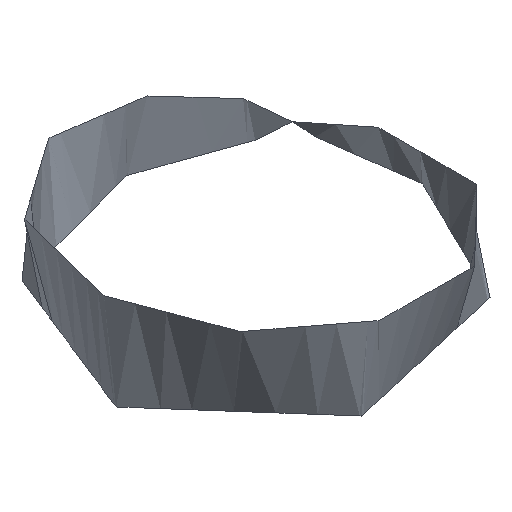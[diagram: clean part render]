
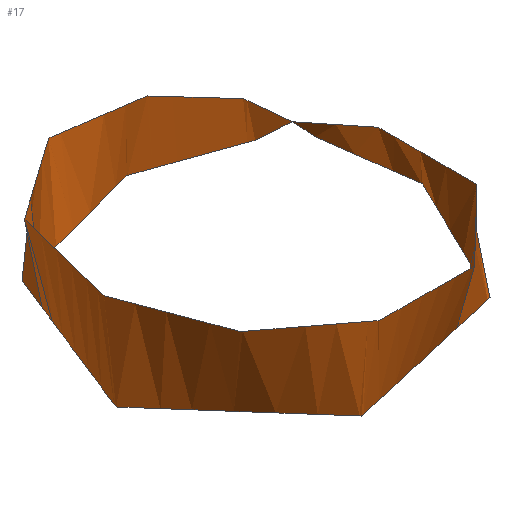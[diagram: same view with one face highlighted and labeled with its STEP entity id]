
A CAD part, isometric view. The second image highlights one B-rep face of the part: STEP entity #17.
In plain terms, the highlighted cylindrical face has radius 6 mm (diameter 12 mm), a partial arc.
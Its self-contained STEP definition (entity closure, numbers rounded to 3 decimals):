
#17 = ADVANCED_FACE('',(#18),#48,.T.);
#18 = FACE_BOUND('',#19,.F.);
#19 = EDGE_LOOP('',(#20));
#20 = ORIENTED_EDGE('',*,*,#21,.T.);
#21 = EDGE_CURVE('',#22,#22,#24,.T.);
#22 = VERTEX_POINT('',#23);
#23 = CARTESIAN_POINT('',(4.854,3.527,1.));
#24 = SURFACE_CURVE('',#25,(#47),.PCURVE_S1.);
#25 = B_SPLINE_CURVE_WITH_KNOTS('',1,(#26,#27,#28,#29,#30,#31,#32,#33,
    #34,#35,#36,#37,#38,#39,#40,#41,#42,#43,#44,#45,#46),.UNSPECIFIED.,
  .T.,.F.,(2,1,1,1,1,1,1,1,1,1,1,1,1,1,1,1,1,1,1,1,2),(0.,0.699
    ,1.398,2.097,2.796,3.495,
    4.194,4.893,5.592,6.291,
    6.99,7.689,8.388,9.087,
    9.786,10.485,11.184,11.883,
    12.582,13.281,13.98),
  .PIECEWISE_BEZIER_KNOTS.);
#26 = CARTESIAN_POINT('',(4.854,3.527,1.));
#27 = CARTESIAN_POINT('',(4.019,4.455,1.679));
#28 = CARTESIAN_POINT('',(1.811,5.72,2.235)
  );
#29 = CARTESIAN_POINT('',(-1.709,5.751,2.66)
  );
#30 = CARTESIAN_POINT('',(-4.952,3.388,2.925)
  );
#31 = CARTESIAN_POINT('',(-5.978,-0.512,2.998)
  );
#32 = CARTESIAN_POINT('',(-4.505,-3.963,2.869)
  );
#33 = CARTESIAN_POINT('',(-1.375,-5.84,2.588
    ));
#34 = CARTESIAN_POINT('',(2.415,-5.493,2.216)
  );
#35 = CARTESIAN_POINT('',(5.419,-2.575,1.81)
  );
#36 = CARTESIAN_POINT('',(5.834,1.402,1.404)
  );
#37 = CARTESIAN_POINT('',(4.86,3.518,1.004)
  );
#38 = CARTESIAN_POINT('',(5.184,3.02,0.618)
  );
#39 = CARTESIAN_POINT('',(6.,-0.034,
    0.268));
#40 = CARTESIAN_POINT('',(3.954,-4.513,
    -0.02));
#41 = CARTESIAN_POINT('',(-1.866,-5.702,
    -0.22));
#42 = CARTESIAN_POINT('',(-5.932,-0.898,
    -0.307));
#43 = CARTESIAN_POINT('',(-3.727,4.702,-0.254)
  );
#44 = CARTESIAN_POINT('',(1.223,5.874,
    -0.036));
#45 = CARTESIAN_POINT('',(4.235,4.251,0.373)
  );
#46 = CARTESIAN_POINT('',(4.854,3.527,1.));
#47 = PCURVE('',#48,#53);
#48 = CYLINDRICAL_SURFACE('',#49,6.);
#49 = AXIS2_PLACEMENT_3D('',#50,#51,#52);
#50 = CARTESIAN_POINT('',(0.,0.,0.));
#51 = DIRECTION('',(0.,0.,1.));
#52 = DIRECTION('',(1.,0.,0.));
#53 = DEFINITIONAL_REPRESENTATION('',(#54),#63);
#54 = B_SPLINE_CURVE_WITH_KNOTS('',3,(#55,#56,#57,#58,#59,#60,#61,#62),
  .UNSPECIFIED.,.T.,.F.,(1,1,2,1,1,1,1,2,1,1),(-8.015,
    -6.283,0.,1.084,3.405,5.965,
    7.696,13.98,15.064,17.385),
  .UNSPECIFIED.);
#55 = CARTESIAN_POINT('',(0.355,-1.228));
#56 = CARTESIAN_POINT('',(0.675,1.385));
#57 = CARTESIAN_POINT('',(1.129,2.424));
#58 = CARTESIAN_POINT('',(3.358,3.443));
#59 = CARTESIAN_POINT('',(5.067,2.162));
#60 = CARTESIAN_POINT('',(9.302,0.103));
#61 = CARTESIAN_POINT('',(0.355,-1.228));
#62 = CARTESIAN_POINT('',(0.675,1.385));
#63 = ( GEOMETRIC_REPRESENTATION_CONTEXT(2) 
PARAMETRIC_REPRESENTATION_CONTEXT() REPRESENTATION_CONTEXT('2D SPACE',''
  ) );
